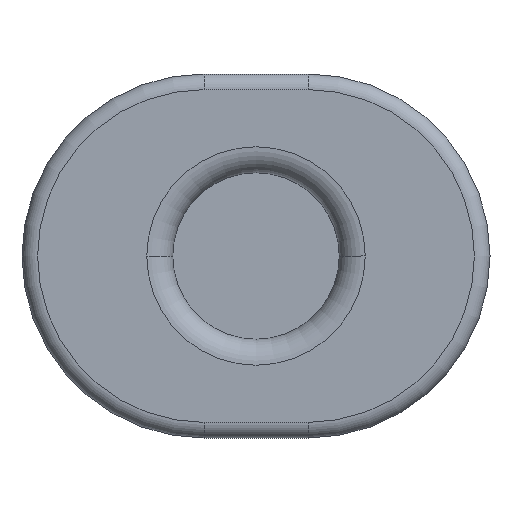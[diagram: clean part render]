
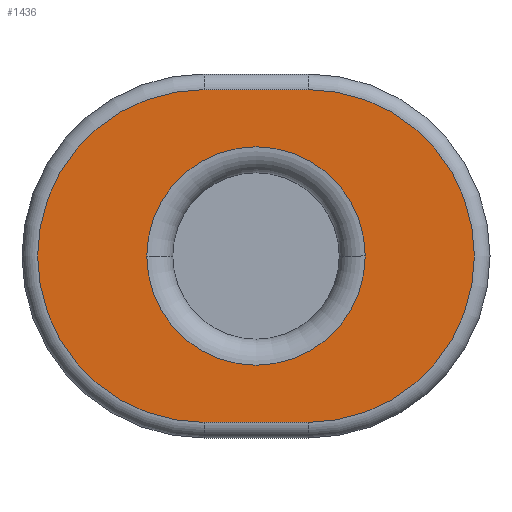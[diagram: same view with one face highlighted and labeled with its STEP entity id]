
A CAD part, front view. The second image highlights one B-rep face of the part: STEP entity #1436.
In plain terms, the highlighted planar face has unit normal (0, -1, 0).
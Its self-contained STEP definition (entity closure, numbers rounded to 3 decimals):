
#816=CARTESIAN_POINT('',(2.1,-9.55,0.));
#817=VERTEX_POINT('',#816);
#825=CARTESIAN_POINT('',(-2.1,-9.55,0.));
#826=VERTEX_POINT('',#825);
#827=CARTESIAN_POINT('',(0.0,-9.55,0.0));
#828=DIRECTION('',(0.0,-1.0,0.0));
#829=DIRECTION('',(-1.0,0.0,0.0));
#830=AXIS2_PLACEMENT_3D('',#827,#828,#829);
#831=CIRCLE('',#830,2.1);
#832=EDGE_CURVE('',#817,#826,#831,.T.);
#1249=CARTESIAN_POINT('',(-1.0,-9.55,-3.2));
#1250=VERTEX_POINT('',#1249);
#1251=CARTESIAN_POINT('',(-1.0,-9.55,3.2));
#1252=VERTEX_POINT('',#1251);
#1253=CARTESIAN_POINT('',(-1.0,-9.55,0.0));
#1254=DIRECTION('',(0.0,1.0,0.0));
#1255=DIRECTION('',(-1.0,0.0,0.0));
#1256=AXIS2_PLACEMENT_3D('',#1253,#1254,#1255);
#1257=CIRCLE('',#1256,3.2);
#1258=EDGE_CURVE('',#1250,#1252,#1257,.T.);
#1293=CARTESIAN_POINT('',(1.0,-9.55,3.2));
#1294=VERTEX_POINT('',#1293);
#1295=CARTESIAN_POINT('',(-1.0,-9.55,3.2));
#1296=DIRECTION('',(1.0,0.0,0.0));
#1297=VECTOR('',#1296,2.0);
#1298=LINE('',#1295,#1297);
#1299=EDGE_CURVE('',#1252,#1294,#1298,.T.);
#1333=CARTESIAN_POINT('',(1.0,-9.55,-3.2));
#1334=VERTEX_POINT('',#1333);
#1342=CARTESIAN_POINT('',(1.0,-9.55,-3.2));
#1343=DIRECTION('',(-1.0,0.0,0.0));
#1344=VECTOR('',#1343,2.0);
#1345=LINE('',#1342,#1344);
#1346=EDGE_CURVE('',#1334,#1250,#1345,.T.);
#1357=CARTESIAN_POINT('',(1.0,-9.55,0.0));
#1358=DIRECTION('',(0.0,1.0,0.0));
#1359=DIRECTION('',(1.0,0.0,0.0));
#1360=AXIS2_PLACEMENT_3D('',#1357,#1358,#1359);
#1361=CIRCLE('',#1360,3.2);
#1362=EDGE_CURVE('',#1294,#1334,#1361,.T.);
#1415=CARTESIAN_POINT('',(0.0,-9.55,0.0));
#1416=DIRECTION('',(0.0,1.0,0.0));
#1417=DIRECTION('',(1.0,0.0,0.0));
#1418=AXIS2_PLACEMENT_3D('',#1415,#1416,#1417);
#1419=PLANE('',#1418);
#1420=ORIENTED_EDGE('',*,*,#1258,.F.);
#1421=ORIENTED_EDGE('',*,*,#1346,.F.);
#1422=ORIENTED_EDGE('',*,*,#1362,.F.);
#1423=ORIENTED_EDGE('',*,*,#1299,.F.);
#1424=EDGE_LOOP('',(#1420,#1421,#1422,#1423));
#1425=FACE_OUTER_BOUND('',#1424,.T.);
#1426=ORIENTED_EDGE('',*,*,#832,.F.);
#1427=CARTESIAN_POINT('',(0.0,-9.55,0.0));
#1428=DIRECTION('',(0.0,-1.0,0.0));
#1429=DIRECTION('',(-1.0,0.0,0.0));
#1430=AXIS2_PLACEMENT_3D('',#1427,#1428,#1429);
#1431=CIRCLE('',#1430,2.1);
#1432=EDGE_CURVE('',#826,#817,#1431,.T.);
#1433=ORIENTED_EDGE('',*,*,#1432,.F.);
#1434=EDGE_LOOP('',(#1426,#1433));
#1435=FACE_BOUND('',#1434,.T.);
#1436=ADVANCED_FACE('',(#1425,#1435),#1419,.F.);
